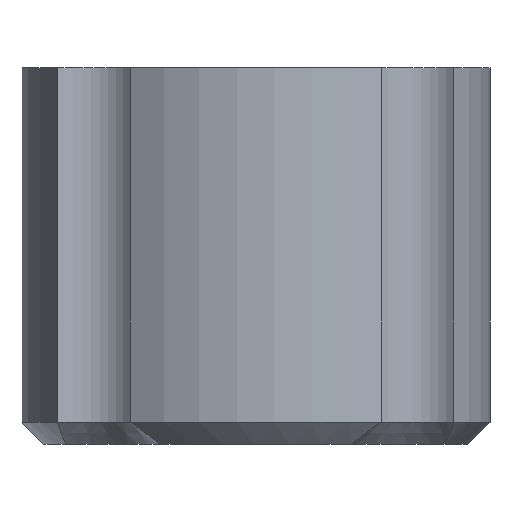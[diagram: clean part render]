
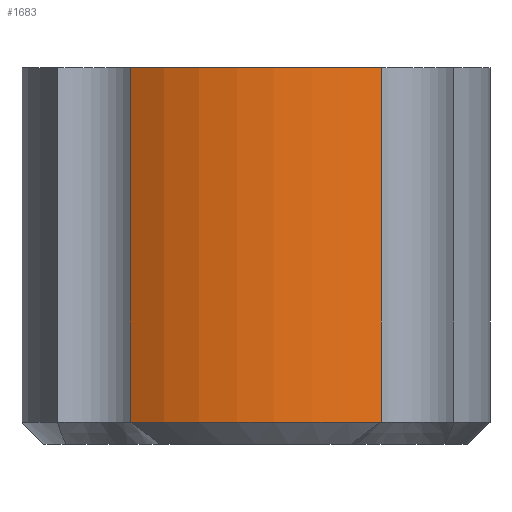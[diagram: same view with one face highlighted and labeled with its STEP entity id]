
A CAD part, front view. The second image highlights one B-rep face of the part: STEP entity #1683.
In plain terms, the highlighted cylindrical face has radius 31.75 mm (diameter 63.5 mm), a partial arc.
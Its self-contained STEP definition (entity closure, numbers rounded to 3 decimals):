
#128 = PLANE('',#129);
#129 = AXIS2_PLACEMENT_3D('',#130,#131,#132);
#130 = CARTESIAN_POINT('',(0.,0.,51.));
#131 = DIRECTION('',(0.,0.,1.));
#132 = DIRECTION('',(1.,0.,0.));
#483 = VERTEX_POINT('',#484);
#484 = CARTESIAN_POINT('',(-16.985,-26.825,51.));
#499 = CYLINDRICAL_SURFACE('',#500,7.);
#500 = AXIS2_PLACEMENT_3D('',#501,#502,#503);
#501 = CARTESIAN_POINT('',(-22.451,-22.451,51.));
#502 = DIRECTION('',(0.,0.,1.));
#503 = DIRECTION('',(1.,0.,0.));
#511 = EDGE_CURVE('',#483,#512,#514,.T.);
#512 = VERTEX_POINT('',#513);
#513 = CARTESIAN_POINT('',(16.985,-26.825,51.));
#514 = SURFACE_CURVE('',#515,(#520,#527),.PCURVE_S1.);
#515 = CIRCLE('',#516,31.75);
#516 = AXIS2_PLACEMENT_3D('',#517,#518,#519);
#517 = CARTESIAN_POINT('',(0.,0.,51.));
#518 = DIRECTION('',(0.,0.,1.));
#519 = DIRECTION('',(1.,0.,0.));
#520 = PCURVE('',#128,#521);
#521 = DEFINITIONAL_REPRESENTATION('',(#522),#526);
#522 = CIRCLE('',#523,31.75);
#523 = AXIS2_PLACEMENT_2D('',#524,#525);
#524 = CARTESIAN_POINT('',(0.,0.));
#525 = DIRECTION('',(1.,0.));
#526 = ( GEOMETRIC_REPRESENTATION_CONTEXT(2) 
PARAMETRIC_REPRESENTATION_CONTEXT() REPRESENTATION_CONTEXT('2D SPACE',''
  ) );
#527 = PCURVE('',#528,#533);
#528 = CYLINDRICAL_SURFACE('',#529,31.75);
#529 = AXIS2_PLACEMENT_3D('',#530,#531,#532);
#530 = CARTESIAN_POINT('',(0.,0.,0.));
#531 = DIRECTION('',(-0.,-0.,-1.));
#532 = DIRECTION('',(1.,0.,0.));
#533 = DEFINITIONAL_REPRESENTATION('',(#534),#538);
#534 = LINE('',#535,#536);
#535 = CARTESIAN_POINT('',(-0.,-51.));
#536 = VECTOR('',#537,1.);
#537 = DIRECTION('',(-1.,0.));
#538 = ( GEOMETRIC_REPRESENTATION_CONTEXT(2) 
PARAMETRIC_REPRESENTATION_CONTEXT() REPRESENTATION_CONTEXT('2D SPACE',''
  ) );
#555 = CYLINDRICAL_SURFACE('',#556,7.);
#556 = AXIS2_PLACEMENT_3D('',#557,#558,#559);
#557 = CARTESIAN_POINT('',(22.451,-22.451,51.));
#558 = DIRECTION('',(0.,0.,1.));
#559 = DIRECTION('',(1.,0.,0.));
#1131 = CONICAL_SURFACE('',#1132,31.75,0.785);
#1132 = AXIS2_PLACEMENT_3D('',#1133,#1134,#1135);
#1133 = CARTESIAN_POINT('',(0.,-0.,3.));
#1134 = DIRECTION('',(0.,0.,1.));
#1135 = DIRECTION('',(-0.535,-0.845,0.));
#1637 = EDGE_CURVE('',#512,#1638,#1640,.T.);
#1638 = VERTEX_POINT('',#1639);
#1639 = CARTESIAN_POINT('',(16.985,-26.825,3.));
#1640 = SURFACE_CURVE('',#1641,(#1645,#1652),.PCURVE_S1.);
#1641 = LINE('',#1642,#1643);
#1642 = CARTESIAN_POINT('',(16.985,-26.825,0.));
#1643 = VECTOR('',#1644,1.);
#1644 = DIRECTION('',(-0.,-0.,-1.));
#1645 = PCURVE('',#555,#1646);
#1646 = DEFINITIONAL_REPRESENTATION('',(#1647),#1651);
#1647 = LINE('',#1648,#1649);
#1648 = CARTESIAN_POINT('',(3.817,-51.));
#1649 = VECTOR('',#1650,1.);
#1650 = DIRECTION('',(0.,-1.));
#1651 = ( GEOMETRIC_REPRESENTATION_CONTEXT(2) 
PARAMETRIC_REPRESENTATION_CONTEXT() REPRESENTATION_CONTEXT('2D SPACE',''
  ) );
#1652 = PCURVE('',#528,#1653);
#1653 = DEFINITIONAL_REPRESENTATION('',(#1654),#1658);
#1654 = LINE('',#1655,#1656);
#1655 = CARTESIAN_POINT('',(-5.277,0.));
#1656 = VECTOR('',#1657,1.);
#1657 = DIRECTION('',(-0.,1.));
#1658 = ( GEOMETRIC_REPRESENTATION_CONTEXT(2) 
PARAMETRIC_REPRESENTATION_CONTEXT() REPRESENTATION_CONTEXT('2D SPACE',''
  ) );
#1683 = ADVANCED_FACE('',(#1684),#528,.T.);
#1684 = FACE_BOUND('',#1685,.F.);
#1685 = EDGE_LOOP('',(#1686,#1687,#1711,#1732));
#1686 = ORIENTED_EDGE('',*,*,#1637,.T.);
#1687 = ORIENTED_EDGE('',*,*,#1688,.F.);
#1688 = EDGE_CURVE('',#1689,#1638,#1691,.T.);
#1689 = VERTEX_POINT('',#1690);
#1690 = CARTESIAN_POINT('',(-16.985,-26.825,3.));
#1691 = SURFACE_CURVE('',#1692,(#1697,#1704),.PCURVE_S1.);
#1692 = CIRCLE('',#1693,31.75);
#1693 = AXIS2_PLACEMENT_3D('',#1694,#1695,#1696);
#1694 = CARTESIAN_POINT('',(0.,-0.,3.));
#1695 = DIRECTION('',(0.,0.,1.));
#1696 = DIRECTION('',(-0.535,-0.845,0.));
#1697 = PCURVE('',#528,#1698);
#1698 = DEFINITIONAL_REPRESENTATION('',(#1699),#1703);
#1699 = LINE('',#1700,#1701);
#1700 = CARTESIAN_POINT('',(-4.148,-3.));
#1701 = VECTOR('',#1702,1.);
#1702 = DIRECTION('',(-1.,0.));
#1703 = ( GEOMETRIC_REPRESENTATION_CONTEXT(2) 
PARAMETRIC_REPRESENTATION_CONTEXT() REPRESENTATION_CONTEXT('2D SPACE',''
  ) );
#1704 = PCURVE('',#1131,#1705);
#1705 = DEFINITIONAL_REPRESENTATION('',(#1706),#1710);
#1706 = LINE('',#1707,#1708);
#1707 = CARTESIAN_POINT('',(0.,0.));
#1708 = VECTOR('',#1709,1.);
#1709 = DIRECTION('',(1.,0.));
#1710 = ( GEOMETRIC_REPRESENTATION_CONTEXT(2) 
PARAMETRIC_REPRESENTATION_CONTEXT() REPRESENTATION_CONTEXT('2D SPACE',''
  ) );
#1711 = ORIENTED_EDGE('',*,*,#1712,.F.);
#1712 = EDGE_CURVE('',#483,#1689,#1713,.T.);
#1713 = SURFACE_CURVE('',#1714,(#1718,#1725),.PCURVE_S1.);
#1714 = LINE('',#1715,#1716);
#1715 = CARTESIAN_POINT('',(-16.985,-26.825,0.));
#1716 = VECTOR('',#1717,1.);
#1717 = DIRECTION('',(-0.,-0.,-1.));
#1718 = PCURVE('',#528,#1719);
#1719 = DEFINITIONAL_REPRESENTATION('',(#1720),#1724);
#1720 = LINE('',#1721,#1722);
#1721 = CARTESIAN_POINT('',(-4.148,0.));
#1722 = VECTOR('',#1723,1.);
#1723 = DIRECTION('',(-0.,1.));
#1724 = ( GEOMETRIC_REPRESENTATION_CONTEXT(2) 
PARAMETRIC_REPRESENTATION_CONTEXT() REPRESENTATION_CONTEXT('2D SPACE',''
  ) );
#1725 = PCURVE('',#499,#1726);
#1726 = DEFINITIONAL_REPRESENTATION('',(#1727),#1731);
#1727 = LINE('',#1728,#1729);
#1728 = CARTESIAN_POINT('',(5.608,-51.));
#1729 = VECTOR('',#1730,1.);
#1730 = DIRECTION('',(0.,-1.));
#1731 = ( GEOMETRIC_REPRESENTATION_CONTEXT(2) 
PARAMETRIC_REPRESENTATION_CONTEXT() REPRESENTATION_CONTEXT('2D SPACE',''
  ) );
#1732 = ORIENTED_EDGE('',*,*,#511,.T.);
